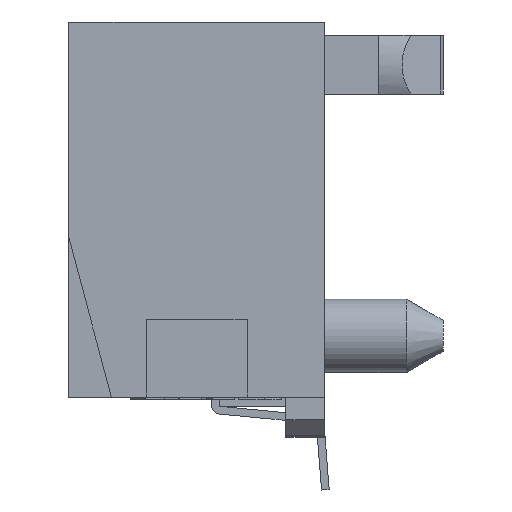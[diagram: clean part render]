
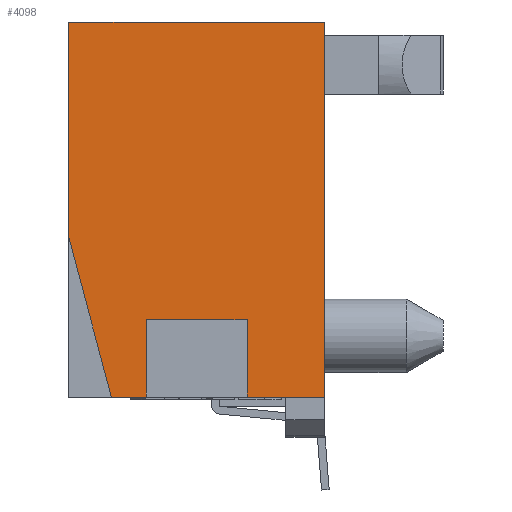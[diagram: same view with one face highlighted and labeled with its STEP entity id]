
A CAD part, left-side view. The second image highlights one B-rep face of the part: STEP entity #4098.
In plain terms, the highlighted planar face has unit normal (-1, 0, 0).
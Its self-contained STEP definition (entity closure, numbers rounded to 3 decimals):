
#72=DIRECTION('',(0.,-1.,0.));
#73=VECTOR('',#72,8.382);
#74=CARTESIAN_POINT('',(-11.633,4.191,0.));
#75=LINE('',#74,#73);
#112=DIRECTION('',(0.,1.,0.));
#113=VECTOR('',#112,3.302);
#114=CARTESIAN_POINT('',(-11.633,-1.651,-9.754));
#115=LINE('',#114,#113);
#116=DIRECTION('',(0.,0.,1.));
#117=VECTOR('',#116,2.54);
#118=CARTESIAN_POINT('',(-11.633,1.651,-12.294));
#119=LINE('',#118,#117);
#120=DIRECTION('',(0.,-0.259,-0.966));
#121=VECTOR('',#120,5.398);
#122=CARTESIAN_POINT('',(-11.633,4.191,-7.08));
#123=LINE('',#122,#121);
#124=DIRECTION('',(0.,0.,-1.));
#125=VECTOR('',#124,7.08);
#126=CARTESIAN_POINT('',(-11.633,4.191,0.));
#127=LINE('',#126,#125);
#128=DIRECTION('',(0.,0.,1.));
#129=VECTOR('',#128,2.54);
#130=CARTESIAN_POINT('',(-11.633,-1.651,-12.294));
#131=LINE('',#130,#129);
#428=DIRECTION('',(0.,-1.,0.));
#429=VECTOR('',#428,1.143);
#430=CARTESIAN_POINT('',(-11.633,2.794,-12.294));
#431=LINE('',#430,#429);
#444=DIRECTION('',(0.,-1.,0.));
#445=VECTOR('',#444,2.54);
#446=CARTESIAN_POINT('',(-11.633,-1.651,-12.294));
#447=LINE('',#446,#445);
#1188=DIRECTION('',(0.,0.,-1.));
#1189=VECTOR('',#1188,12.294);
#1190=CARTESIAN_POINT('',(-11.633,-4.191,0.));
#1191=LINE('',#1190,#1189);
#3112=CARTESIAN_POINT('',(-11.633,4.191,0.));
#3113=CARTESIAN_POINT('',(-11.633,-4.191,0.));
#3114=VERTEX_POINT('',#3112);
#3115=VERTEX_POINT('',#3113);
#3120=CARTESIAN_POINT('',(-11.633,-4.191,-12.294));
#3121=VERTEX_POINT('',#3120);
#3150=CARTESIAN_POINT('',(-11.633,2.794,-12.294));
#3151=VERTEX_POINT('',#3150);
#3152=CARTESIAN_POINT('',(-11.633,4.191,-7.08));
#3153=VERTEX_POINT('',#3152);
#3378=CARTESIAN_POINT('',(-11.633,-1.651,-9.754));
#3379=CARTESIAN_POINT('',(-11.633,1.651,-9.754));
#3380=VERTEX_POINT('',#3378);
#3381=VERTEX_POINT('',#3379);
#3382=CARTESIAN_POINT('',(-11.633,-1.651,-12.294));
#3383=VERTEX_POINT('',#3382);
#3384=CARTESIAN_POINT('',(-11.633,1.651,-12.294));
#3385=VERTEX_POINT('',#3384);
#4074=CARTESIAN_POINT('',(-11.633,4.191,0.));
#4075=DIRECTION('',(-1.,0.,0.));
#4076=DIRECTION('',(0.,-1.,0.));
#4077=AXIS2_PLACEMENT_3D('',#4074,#4075,#4076);
#4078=PLANE('',#4077);
#4080=ORIENTED_EDGE('',*,*,#4079,.T.);
#4082=ORIENTED_EDGE('',*,*,#4081,.F.);
#4084=ORIENTED_EDGE('',*,*,#4083,.F.);
#4086=ORIENTED_EDGE('',*,*,#4085,.F.);
#4088=ORIENTED_EDGE('',*,*,#4087,.F.);
#4089=ORIENTED_EDGE('',*,*,#4049,.T.);
#4091=ORIENTED_EDGE('',*,*,#4090,.T.);
#4093=ORIENTED_EDGE('',*,*,#4092,.F.);
#4095=ORIENTED_EDGE('',*,*,#4094,.T.);
#4096=EDGE_LOOP('',(#4080,#4082,#4084,#4086,#4088,#4089,#4091,#4093,#4095));
#4097=FACE_OUTER_BOUND('',#4096,.F.);
#4098=ADVANCED_FACE('',(#4097),#4078,.T.);
#4049=EDGE_CURVE('',#3114,#3115,#75,.T.);
#4079=EDGE_CURVE('',#3380,#3381,#115,.T.);
#4081=EDGE_CURVE('',#3385,#3381,#119,.T.);
#4083=EDGE_CURVE('',#3151,#3385,#431,.T.);
#4085=EDGE_CURVE('',#3153,#3151,#123,.T.);
#4087=EDGE_CURVE('',#3114,#3153,#127,.T.);
#4090=EDGE_CURVE('',#3115,#3121,#1191,.T.);
#4092=EDGE_CURVE('',#3383,#3121,#447,.T.);
#4094=EDGE_CURVE('',#3383,#3380,#131,.T.);
